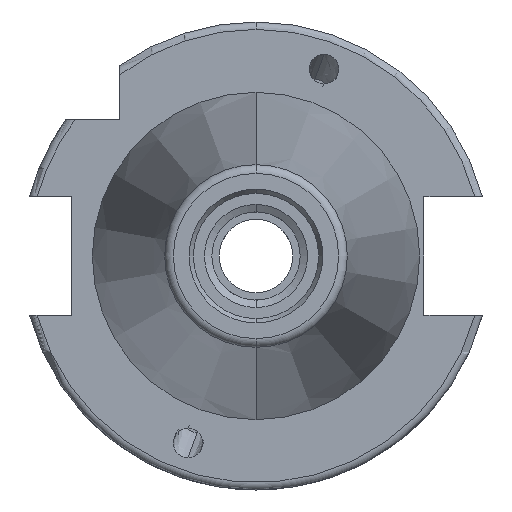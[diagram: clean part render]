
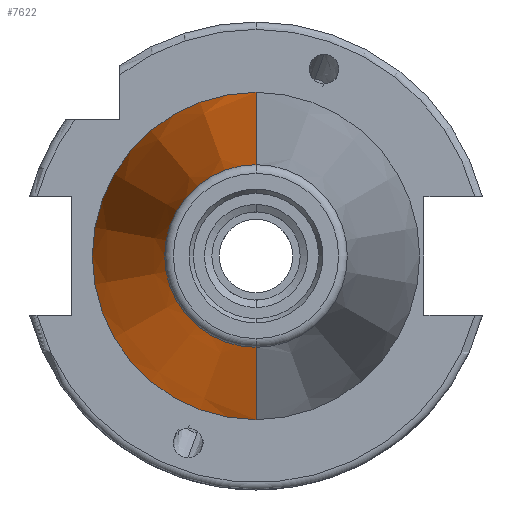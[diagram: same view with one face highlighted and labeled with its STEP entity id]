
A CAD part, left-side view. The second image highlights one B-rep face of the part: STEP entity #7622.
In plain terms, the highlighted conical face has half-angle 8.297 degrees and reference radius 22.225 mm.
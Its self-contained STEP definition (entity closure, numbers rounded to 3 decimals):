
#512 = VERTEX_POINT ( 'NONE', #6469 ) ;
#581 = CONICAL_SURFACE ( 'NONE', #902, 22.225, 0.145 ) ;
#797 = EDGE_CURVE ( 'NONE', #3252, #512, #7578, .T. ) ;
#902 = AXIS2_PLACEMENT_3D ( 'NONE', #1353, #7627, #5722 ) ;
#1012 = DIRECTION ( 'NONE',  ( 0., -1., 0. ) ) ;
#1201 = LINE ( 'NONE', #7536, #4815 ) ;
#1261 = DIRECTION ( 'NONE',  ( 0., -1., 0. ) ) ;
#1312 = ORIENTED_EDGE ( 'NONE', *, *, #4339, .T. ) ;
#1353 = CARTESIAN_POINT ( 'NONE',  ( 0., 0., 0. ) ) ;
#1947 = ORIENTED_EDGE ( 'NONE', *, *, #3759, .F. ) ;
#2034 = DIRECTION ( 'NONE',  ( -1., 0., 0. ) ) ;
#2401 = EDGE_CURVE ( 'NONE', #3252, #3958, #1201, .T. ) ;
#2716 = VECTOR ( 'NONE', #7352, 1000. ) ;
#3252 = VERTEX_POINT ( 'NONE', #4604 ) ;
#3344 = CARTESIAN_POINT ( 'NONE',  ( 0., 22.225, 0. ) ) ;
#3759 = EDGE_CURVE ( 'NONE', #512, #4043, #8885, .T. ) ;
#3958 = VERTEX_POINT ( 'NONE', #6076 ) ;
#4043 = VERTEX_POINT ( 'NONE', #6693 ) ;
#4339 = EDGE_CURVE ( 'NONE', #3958, #4043, #5928, .T. ) ;
#4450 = AXIS2_PLACEMENT_3D ( 'NONE', #9059, #2034, #1261 ) ;
#4604 = CARTESIAN_POINT ( 'NONE',  ( -67.373, -12.4, 0. ) ) ;
#4815 = VECTOR ( 'NONE', #5060, 1000. ) ;
#5060 = DIRECTION ( 'NONE',  ( 0.99, -0.144, 0. ) ) ;
#5722 = DIRECTION ( 'NONE',  ( 0., 1., 0. ) ) ;
#5751 = DIRECTION ( 'NONE',  ( -1., 0., 0. ) ) ;
#5928 = CIRCLE ( 'NONE', #9045, 22.225 ) ;
#6076 = CARTESIAN_POINT ( 'NONE',  ( 0., -22.225, 0. ) ) ;
#6469 = CARTESIAN_POINT ( 'NONE',  ( -67.373, 12.4, 0. ) ) ;
#6662 = ORIENTED_EDGE ( 'NONE', *, *, #2401, .T. ) ;
#6693 = CARTESIAN_POINT ( 'NONE',  ( 0., 22.225, 0. ) ) ;
#7237 = CARTESIAN_POINT ( 'NONE',  ( 0., 0., 0. ) ) ;
#7352 = DIRECTION ( 'NONE',  ( 0.99, 0.144, 0. ) ) ;
#7536 = CARTESIAN_POINT ( 'NONE',  ( 0., -22.225, 0. ) ) ;
#7578 = CIRCLE ( 'NONE', #4450, 12.4 ) ;
#7622 = ADVANCED_FACE ( 'NONE', ( #8381 ), #581, .T. ) ;
#7627 = DIRECTION ( 'NONE',  ( 1., 0., 0. ) ) ;
#8381 = FACE_OUTER_BOUND ( 'NONE', #9786, .T. ) ;
#8885 = LINE ( 'NONE', #3344, #2716 ) ;
#9045 = AXIS2_PLACEMENT_3D ( 'NONE', #7237, #5751, #1012 ) ;
#9059 = CARTESIAN_POINT ( 'NONE',  ( -67.373, 0., 0. ) ) ;
#9675 = ORIENTED_EDGE ( 'NONE', *, *, #797, .F. ) ;
#9786 = EDGE_LOOP ( 'NONE', ( #9675, #6662, #1312, #1947 ) ) ;
